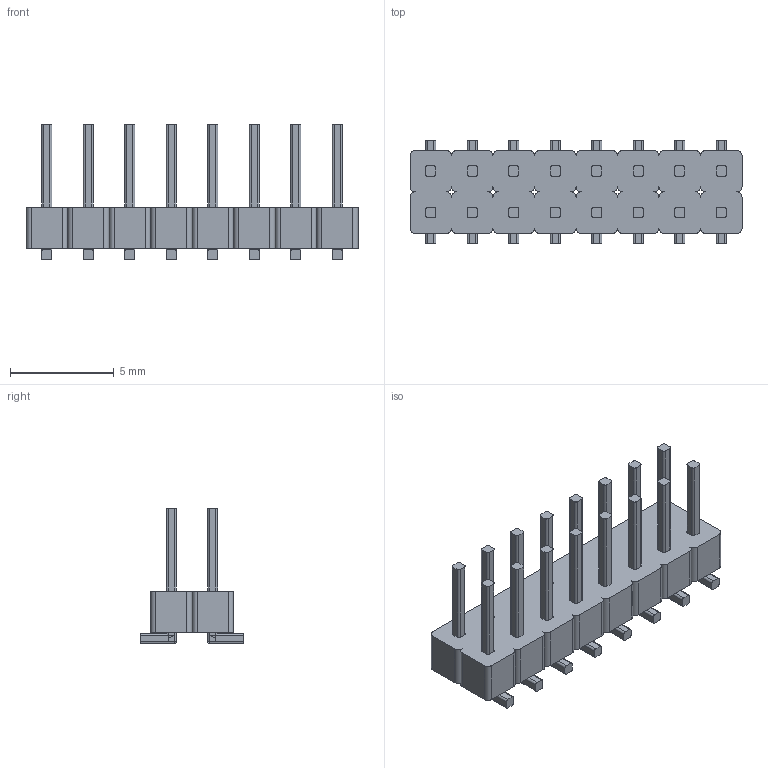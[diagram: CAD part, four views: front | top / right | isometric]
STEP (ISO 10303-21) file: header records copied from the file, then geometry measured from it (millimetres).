
FILE_DESCRIPTION (( 'STEP AP214' ), '1' );
FILE_NAME ('DOP16-2.0.STEP', '2013-01-30T03:38:11', ( 'User' ), ( 'Microsoft' ), 'SwSTEP 2.0', 'SolidWorks 2011', '' );
FILE_SCHEMA (( 'AUTOMOTIVE_DESIGN' ));
Length unit declared in the file: millimetre
Products named in the file (1): DOP16-2.0
Bounding box: 16 x 5 x 6.55 mm (x, y, z)
Volume: 148.9 mm3; surface area: 424.4 mm2
Topology: 1 solids, 1 shells, 630 faces, 1556 edges, 914 vertices
Faces by surface type: cylinder 288, plane 278, torus 64
Entity records: 19392 total; most frequent: DIRECTION 3408, CARTESIAN_POINT 3234, ORIENTED_EDGE 3084, EDGE_CURVE 1542, AXIS2_PLACEMENT_3D 1258, VERTEX_POINT 946, LINE 892, VECTOR 892
